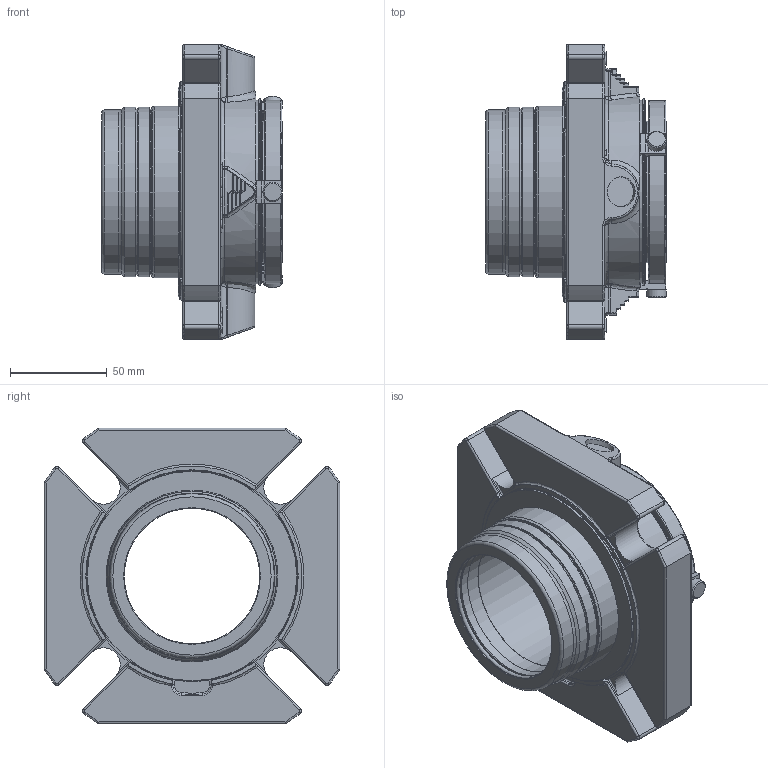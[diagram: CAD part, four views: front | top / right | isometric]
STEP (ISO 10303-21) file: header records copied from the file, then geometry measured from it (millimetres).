
FILE_DESCRIPTION(/* description */ ('Unknown'),/* implementation_level */ '2;1');
FILE_NAME(/* name */ '2.750',/* time_stamp */ '2023-01-30T15:22:29+00:00',/* author */ ('Unknown'),/* organization */ ('Unknown'),/* preprocessor_version */ 'ST-DEVELOPER v16.7',/* originating_system */ 'Solid Edge',/* authorisation */ 'Unknown');
FILE_SCHEMA (('AUTOMOTIVE_DESIGN {1 0 10303 214 3 1 1}'));
Length unit declared in the file: millimetre
Products named in the file (1): 2.750
Bounding box: 93.24 x 152.4 x 152.4 mm (x, y, z)
Volume: 538484.3 mm3; surface area: 105050.2 mm2
Topology: 1 solids, 3 shells, 1049 faces, 2707 edges, 1678 vertices
Faces by surface type: cylinder 376, plane 305, bspline 178, torus 123, sphere 35, cone 32
Full cylindrical faces by diameter (mm): 2.37 x2, 4.837 x2, 10 x3, 15.342 x2, 69.85 x1, 69.952 x3, 70.206 x1, 72.238 x1, 73 x2, 74.295 x2, 84.684 x1, 85.344 x2, 87.376 x1, 87.427 x1, 88.621 x1, 94.742 x2, 96.266 x1, 105.08 x1, 108 x1, 108.026 x1, 108.433 x1, 108.687 x1
Entity records: 34855 total; most frequent: CARTESIAN_POINT 10627, ORIENTED_EDGE 5186, DIRECTION 4821, EDGE_CURVE 2593, AXIS2_PLACEMENT_3D 1839, VERTEX_POINT 1651, FACE_BOUND 1172, EDGE_LOOP 1170
